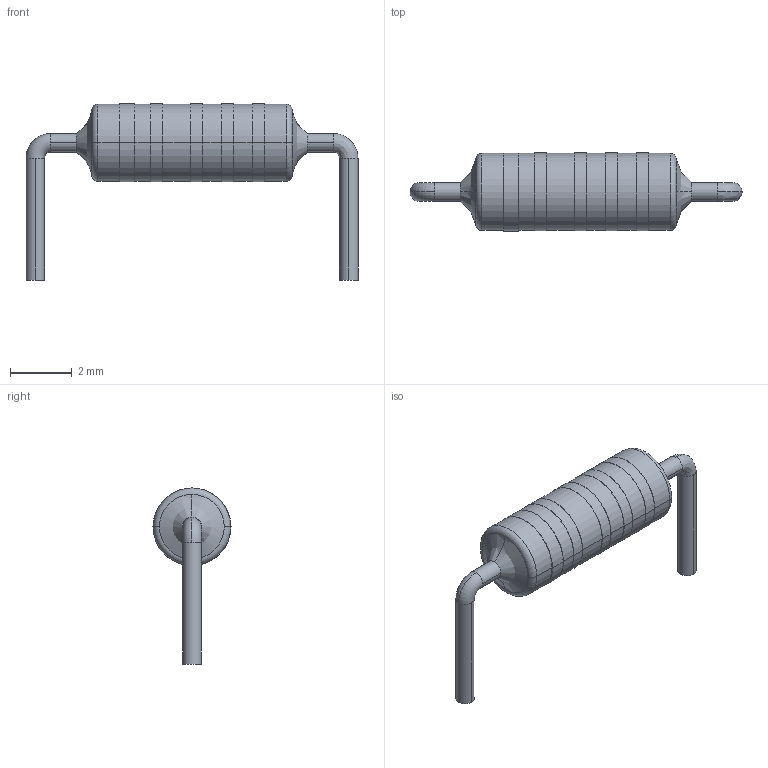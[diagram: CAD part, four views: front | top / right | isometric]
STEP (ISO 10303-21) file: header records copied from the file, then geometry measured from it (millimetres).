
FILE_DESCRIPTION((''),'2;1');
FILE_NAME('RES_VISHAY_VR25.stp','2012-08-15T14:45:42',(''),(''),'Mechanical Desktop 2011','Mechanical Desktop 2011',', , ');
FILE_SCHEMA(('AUTOMOTIVE_DESIGN { 1 2 10303 214 1 1 1 1 }'));
Length unit declared in the file: millimetre
Products named in the file (1): Product
Bounding box: 10.76 x 2.53 x 5.71 mm (x, y, z)
Volume: 36.5 mm3; surface area: 184.1 mm2
Topology: 13 solids, 13 shells, 68 faces, 123 edges, 81 vertices
Faces by surface type: cylinder 26, plane 23, bspline 13, torus 6
Entity records: 2004 total; most frequent: CARTESIAN_POINT 542, DIRECTION 328, ORIENTED_EDGE 246, AXIS2_PLACEMENT_3D 149, EDGE_CURVE 123, CIRCLE 93, VERTEX_POINT 81, EDGE_LOOP 68
